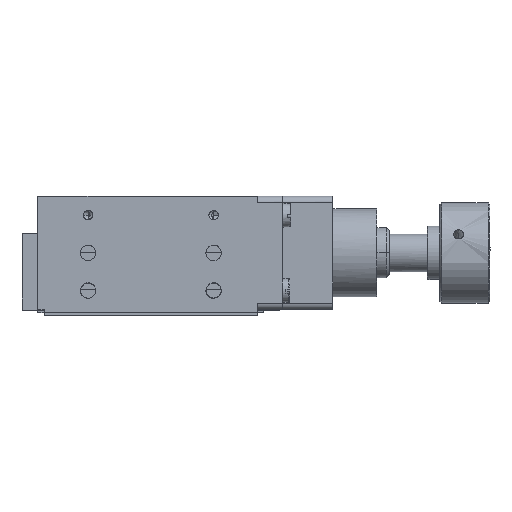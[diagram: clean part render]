
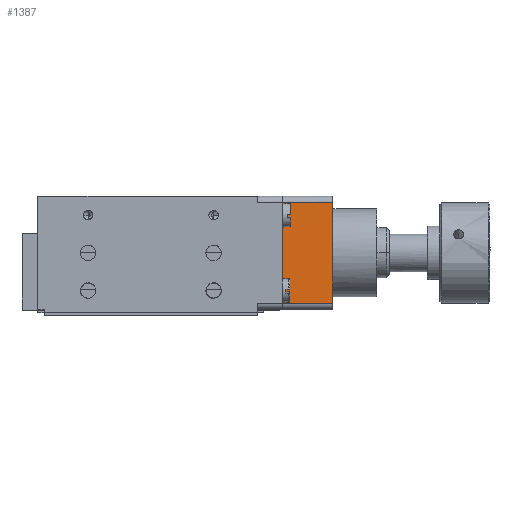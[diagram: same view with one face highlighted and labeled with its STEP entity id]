
A CAD part, front view. The second image highlights one B-rep face of the part: STEP entity #1387.
In plain terms, the highlighted free-form (B-spline) face has degree [1, 1] with [2, 2] control points.
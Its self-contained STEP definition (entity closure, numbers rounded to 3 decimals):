
#374=B_SPLINE_SURFACE_WITH_KNOTS('',1,1,((#31034,#31035),(#31036,#31037)),
 .UNSPECIFIED.,.F.,.F.,.F.,(2,2),(2,2),(-1.92,19.92),
(-0.77,7.27),.UNSPECIFIED.);
#377=B_SPLINE_SURFACE_WITH_KNOTS('',1,1,((#31118,#31119),(#31120,#31121)),
 .UNSPECIFIED.,.F.,.F.,.F.,(2,2),(2,2),(-1.92,19.92),
(-2.92,30.92),.UNSPECIFIED.);
#378=B_SPLINE_SURFACE_WITH_KNOTS('',1,1,((#31176,#31177),(#31178,#31179)),
 .UNSPECIFIED.,.F.,.F.,.F.,(2,2),(2,2),(-0.72,18.72),
(-0.92,8.92),.UNSPECIFIED.);
#1387=ADVANCED_FACE('',(#2033),#378,.T.);
#2033=FACE_OUTER_BOUND('',#2759,.T.);
#2759=EDGE_LOOP('',(#5656,#5657,#5658,#5659));
#5656=ORIENTED_EDGE('',*,*,#21072,.F.);
#5657=ORIENTED_EDGE('',*,*,#21077,.F.);
#5658=ORIENTED_EDGE('',*,*,#21083,.F.);
#5659=ORIENTED_EDGE('',*,*,#21049,.F.);
#9074=PCURVE('',#374,#12599);
#9155=PCURVE('',#24123,#12680);
#9165=PCURVE('',#377,#12690);
#9180=PCURVE('',#24126,#12705);
#9181=PCURVE('',#378,#12706);
#9182=PCURVE('',#378,#12707);
#9183=PCURVE('',#378,#12708);
#9184=PCURVE('',#378,#12709);
#12599=DEFINITIONAL_REPRESENTATION('',(#16829),#54601);
#12680=DEFINITIONAL_REPRESENTATION('',(#16893),#54601);
#12690=DEFINITIONAL_REPRESENTATION('',(#16901),#54601);
#12705=DEFINITIONAL_REPRESENTATION('',(#16916),#54601);
#12706=DEFINITIONAL_REPRESENTATION('',(#16917),#54601);
#12707=DEFINITIONAL_REPRESENTATION('',(#16918),#54601);
#12708=DEFINITIONAL_REPRESENTATION('',(#16919),#54601);
#12709=DEFINITIONAL_REPRESENTATION('',(#16920),#54601);
#16828=B_SPLINE_CURVE_WITH_KNOTS('',1,(#43490,#43491),.UNSPECIFIED.,.F.,
 .F.,(2,2),(-16.,0.),.UNSPECIFIED.);
#16829=B_SPLINE_CURVE_WITH_KNOTS('',1,(#43492,#43493),.UNSPECIFIED.,.F.,
 .F.,(2,2),(-16.,0.),.UNSPECIFIED.);
#16892=B_SPLINE_CURVE_WITH_KNOTS('',1,(#43766,#43767),.UNSPECIFIED.,.F.,
 .F.,(2,2),(0.,8.),.UNSPECIFIED.);
#16893=B_SPLINE_CURVE_WITH_KNOTS('',1,(#43768,#43769),.UNSPECIFIED.,.F.,
 .F.,(2,2),(0.,8.),.UNSPECIFIED.);
#16900=B_SPLINE_CURVE_WITH_KNOTS('',1,(#43803,#43804),.UNSPECIFIED.,.F.,
 .F.,(2,2),(0.,16.),.UNSPECIFIED.);
#16901=B_SPLINE_CURVE_WITH_KNOTS('',1,(#43805,#43806),.UNSPECIFIED.,.F.,
 .F.,(2,2),(0.,16.),.UNSPECIFIED.);
#16915=B_SPLINE_CURVE_WITH_KNOTS('',1,(#43863,#43864),.UNSPECIFIED.,.F.,
 .F.,(2,2),(0.,8.),.UNSPECIFIED.);
#16916=B_SPLINE_CURVE_WITH_KNOTS('',1,(#43865,#43866),.UNSPECIFIED.,.F.,
 .F.,(2,2),(0.,8.),.UNSPECIFIED.);
#16917=B_SPLINE_CURVE_WITH_KNOTS('',1,(#43867,#43868),.UNSPECIFIED.,.F.,
 .F.,(2,2),(0.,8.),.UNSPECIFIED.);
#16918=B_SPLINE_CURVE_WITH_KNOTS('',1,(#43869,#43870),.UNSPECIFIED.,.F.,
 .F.,(2,2),(0.,16.),.UNSPECIFIED.);
#16919=B_SPLINE_CURVE_WITH_KNOTS('',1,(#43871,#43872),.UNSPECIFIED.,.F.,
 .F.,(2,2),(0.,8.),.UNSPECIFIED.);
#16920=B_SPLINE_CURVE_WITH_KNOTS('',1,(#43873,#43874),.UNSPECIFIED.,.F.,
 .F.,(2,2),(-16.,0.),.UNSPECIFIED.);
#19183=SURFACE_CURVE('',#16828,(#9074,#9184),.PCURVE_S1.);
#19206=SURFACE_CURVE('',#16892,(#9155,#9181),.PCURVE_S1.);
#19211=SURFACE_CURVE('',#16900,(#9165,#9182),.PCURVE_S1.);
#19217=SURFACE_CURVE('',#16915,(#9180,#9183),.PCURVE_S1.);
#21049=EDGE_CURVE('',#23618,#23619,#19183,.T.);
#21072=EDGE_CURVE('',#23641,#23618,#19206,.T.);
#21077=EDGE_CURVE('',#23644,#23641,#19211,.T.);
#21083=EDGE_CURVE('',#23619,#23644,#19217,.T.);
#23618=VERTEX_POINT('',#32352);
#23619=VERTEX_POINT('',#32353);
#23641=VERTEX_POINT('',#32375);
#23644=VERTEX_POINT('',#32378);
#24123=(
BOUNDED_SURFACE()
B_SPLINE_SURFACE(2,1,((#31100,#31101),(#31102,#31103),(#31104,#31105),(#31106,
#31107),(#31108,#31109),(#31110,#31111),(#31112,#31113),(#31114,#31115),
(#31116,#31117)),.UNSPECIFIED.,.T.,.F.,.F.)
B_SPLINE_SURFACE_WITH_KNOTS((3,2,2,2,3),(2,2),(0.,1.571,3.142,
4.712,6.283),(0.,9.84),.UNSPECIFIED.)
GEOMETRIC_REPRESENTATION_ITEM()
RATIONAL_B_SPLINE_SURFACE(((1.,1.),(0.707,0.707),
(1.,1.),(0.707,0.707),(1.,1.),(0.707,
0.707),(1.,1.),(0.707,0.707),(1.,1.)))
REPRESENTATION_ITEM('')
SURFACE()
);
#24126=(
BOUNDED_SURFACE()
B_SPLINE_SURFACE(2,1,((#31158,#31159),(#31160,#31161),(#31162,#31163),(#31164,
#31165),(#31166,#31167),(#31168,#31169),(#31170,#31171),(#31172,#31173),
(#31174,#31175)),.UNSPECIFIED.,.T.,.F.,.F.)
B_SPLINE_SURFACE_WITH_KNOTS((3,2,2,2,3),(2,2),(0.,1.571,3.142,
4.712,6.283),(0.,9.84),.UNSPECIFIED.)
GEOMETRIC_REPRESENTATION_ITEM()
RATIONAL_B_SPLINE_SURFACE(((1.,1.),(0.707,0.707),
(1.,1.),(0.707,0.707),(1.,1.),(0.707,
0.707),(1.,1.),(0.707,0.707),(1.,1.)))
REPRESENTATION_ITEM('')
SURFACE()
);
#31034=CARTESIAN_POINT('',(50.186,20.92,39.77));
#31035=CARTESIAN_POINT('',(50.186,20.92,31.73));
#31036=CARTESIAN_POINT('',(50.186,-0.92,39.77));
#31037=CARTESIAN_POINT('',(50.186,-0.92,31.73));
#31100=CARTESIAN_POINT('',(49.266,3.,32.5));
#31101=CARTESIAN_POINT('',(59.106,3.,32.5));
#31102=CARTESIAN_POINT('',(49.266,3.,33.5));
#31103=CARTESIAN_POINT('',(59.106,3.,33.5));
#31104=CARTESIAN_POINT('',(49.266,2.,33.5));
#31105=CARTESIAN_POINT('',(59.106,2.,33.5));
#31106=CARTESIAN_POINT('',(49.266,1.,33.5));
#31107=CARTESIAN_POINT('',(59.106,1.,33.5));
#31108=CARTESIAN_POINT('',(49.266,1.,32.5));
#31109=CARTESIAN_POINT('',(59.106,1.,32.5));
#31110=CARTESIAN_POINT('',(49.266,1.,31.5));
#31111=CARTESIAN_POINT('',(59.106,1.,31.5));
#31112=CARTESIAN_POINT('',(49.266,2.,31.5));
#31113=CARTESIAN_POINT('',(59.106,2.,31.5));
#31114=CARTESIAN_POINT('',(49.266,3.,31.5));
#31115=CARTESIAN_POINT('',(59.106,3.,31.5));
#31116=CARTESIAN_POINT('',(49.266,3.,32.5));
#31117=CARTESIAN_POINT('',(59.106,3.,32.5));
#31118=CARTESIAN_POINT('',(58.186,20.92,36.42));
#31119=CARTESIAN_POINT('',(58.186,20.92,2.58));
#31120=CARTESIAN_POINT('',(58.186,-0.92,36.42));
#31121=CARTESIAN_POINT('',(58.186,-0.92,2.58));
#31158=CARTESIAN_POINT('',(59.106,17.,32.5));
#31159=CARTESIAN_POINT('',(49.266,17.,32.5));
#31160=CARTESIAN_POINT('',(59.106,17.,33.5));
#31161=CARTESIAN_POINT('',(49.266,17.,33.5));
#31162=CARTESIAN_POINT('',(59.106,18.,33.5));
#31163=CARTESIAN_POINT('',(49.266,18.,33.5));
#31164=CARTESIAN_POINT('',(59.106,19.,33.5));
#31165=CARTESIAN_POINT('',(49.266,19.,33.5));
#31166=CARTESIAN_POINT('',(59.106,19.,32.5));
#31167=CARTESIAN_POINT('',(49.266,19.,32.5));
#31168=CARTESIAN_POINT('',(59.106,19.,31.5));
#31169=CARTESIAN_POINT('',(49.266,19.,31.5));
#31170=CARTESIAN_POINT('',(59.106,18.,31.5));
#31171=CARTESIAN_POINT('',(49.266,18.,31.5));
#31172=CARTESIAN_POINT('',(59.106,17.,31.5));
#31173=CARTESIAN_POINT('',(49.266,17.,31.5));
#31174=CARTESIAN_POINT('',(59.106,17.,32.5));
#31175=CARTESIAN_POINT('',(49.266,17.,32.5));
#31176=CARTESIAN_POINT('',(49.266,19.72,33.5));
#31177=CARTESIAN_POINT('',(59.106,19.72,33.5));
#31178=CARTESIAN_POINT('',(49.266,0.28,33.5));
#31179=CARTESIAN_POINT('',(59.106,0.28,33.5));
#32352=CARTESIAN_POINT('',(50.186,2.,33.5));
#32353=CARTESIAN_POINT('',(50.186,18.,33.5));
#32375=CARTESIAN_POINT('',(58.186,2.,33.5));
#32378=CARTESIAN_POINT('',(58.186,18.,33.5));
#43490=CARTESIAN_POINT('',(50.186,2.,33.5));
#43491=CARTESIAN_POINT('',(50.186,18.,33.5));
#43492=CARTESIAN_POINT('',(17.,5.5));
#43493=CARTESIAN_POINT('',(1.,5.5));
#43766=CARTESIAN_POINT('',(58.186,2.,33.5));
#43767=CARTESIAN_POINT('',(50.186,2.,33.5));
#43768=CARTESIAN_POINT('',(1.571,8.92));
#43769=CARTESIAN_POINT('',(1.571,0.92));
#43803=CARTESIAN_POINT('',(58.186,18.,33.5));
#43804=CARTESIAN_POINT('',(58.186,2.,33.5));
#43805=CARTESIAN_POINT('',(1.,0.));
#43806=CARTESIAN_POINT('',(17.,0.));
#43863=CARTESIAN_POINT('',(50.186,18.,33.5));
#43864=CARTESIAN_POINT('',(58.186,18.,33.5));
#43865=CARTESIAN_POINT('',(1.571,8.92));
#43866=CARTESIAN_POINT('',(1.571,0.92));
#43867=CARTESIAN_POINT('',(17.,8.));
#43868=CARTESIAN_POINT('',(17.,0.));
#43869=CARTESIAN_POINT('',(1.,8.));
#43870=CARTESIAN_POINT('',(17.,8.));
#43871=CARTESIAN_POINT('',(1.,0.));
#43872=CARTESIAN_POINT('',(1.,8.));
#43873=CARTESIAN_POINT('',(17.,0.));
#43874=CARTESIAN_POINT('',(1.,0.));
#54601=(
GEOMETRIC_REPRESENTATION_CONTEXT(2)
PARAMETRIC_REPRESENTATION_CONTEXT()
REPRESENTATION_CONTEXT('pspace','')
);
